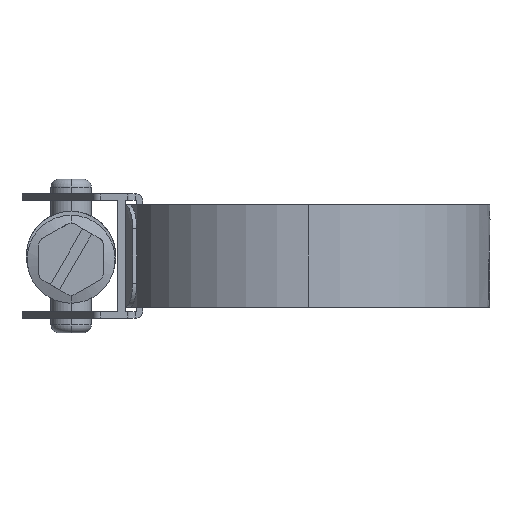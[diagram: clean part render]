
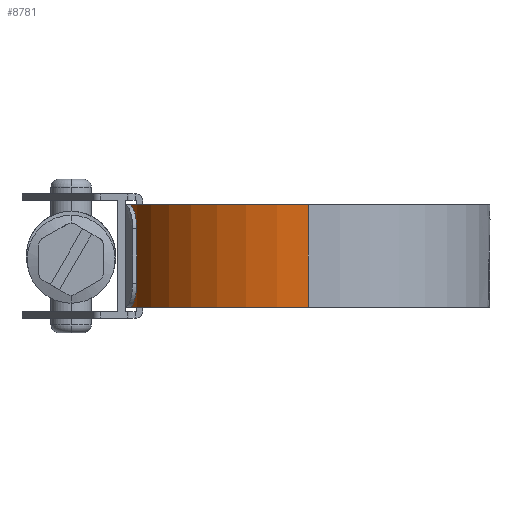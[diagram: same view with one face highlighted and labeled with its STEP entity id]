
A CAD part, left-side view. The second image highlights one B-rep face of the part: STEP entity #8781.
In plain terms, the highlighted cylindrical face has radius 22.53 mm (diameter 45.06 mm), a partial arc.
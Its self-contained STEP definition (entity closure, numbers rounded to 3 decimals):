
#125 = EDGE_CURVE ( 'NONE', #9548, #6395, #13441, .T. ) ;
#461 = CIRCLE ( 'NONE', #12922, 22.53 ) ;
#1376 = ORIENTED_EDGE ( 'NONE', *, *, #6372, .T. ) ;
#1505 = EDGE_LOOP ( 'NONE', ( #4164, #6914, #1826, #1376 ) ) ;
#1649 = CARTESIAN_POINT ( 'NONE',  ( -22.53, 0., -6.35 ) ) ;
#1826 = ORIENTED_EDGE ( 'NONE', *, *, #125, .T. ) ;
#2445 = DIRECTION ( 'NONE',  ( -1., 0., 0. ) ) ;
#2933 = DIRECTION ( 'NONE',  ( 0., 0., -1. ) ) ;
#3502 = CIRCLE ( 'NONE', #7011, 22.53 ) ;
#3720 = EDGE_CURVE ( 'NONE', #9548, #9033, #461, .T. ) ;
#3795 = CARTESIAN_POINT ( 'NONE',  ( 0., 0., 6.35 ) ) ;
#4164 = ORIENTED_EDGE ( 'NONE', *, *, #10484, .F. ) ;
#4443 = DIRECTION ( 'NONE',  ( 0., 0., -1. ) ) ;
#5009 = DIRECTION ( 'NONE',  ( 1., 0., 0. ) ) ;
#5088 = CYLINDRICAL_SURFACE ( 'NONE', #9447, 22.53 ) ;
#6290 = CARTESIAN_POINT ( 'NONE',  ( -22.53, 0., 6.35 ) ) ;
#6372 = EDGE_CURVE ( 'NONE', #6395, #6602, #3502, .T. ) ;
#6395 = VERTEX_POINT ( 'NONE', #10642 ) ;
#6602 = VERTEX_POINT ( 'NONE', #1649 ) ;
#6914 = ORIENTED_EDGE ( 'NONE', *, *, #3720, .F. ) ;
#7011 = AXIS2_PLACEMENT_3D ( 'NONE', #10577, #7296, #5009 ) ;
#7213 = VECTOR ( 'NONE', #2933, 1000. ) ;
#7296 = DIRECTION ( 'NONE',  ( 0., 0., 1. ) ) ;
#8127 = VECTOR ( 'NONE', #11013, 1000. ) ;
#8248 = CARTESIAN_POINT ( 'NONE',  ( 0., 22.53, 6.35 ) ) ;
#8745 = CARTESIAN_POINT ( 'NONE',  ( -22.53, 0., 6.35 ) ) ;
#8781 = ADVANCED_FACE ( 'NONE', ( #10303 ), #5088, .T. ) ;
#9033 = VERTEX_POINT ( 'NONE', #6290 ) ;
#9280 = CARTESIAN_POINT ( 'NONE',  ( 0., 0., 6.35 ) ) ;
#9447 = AXIS2_PLACEMENT_3D ( 'NONE', #9280, #4443, #2445 ) ;
#9548 = VERTEX_POINT ( 'NONE', #8248 ) ;
#10303 = FACE_OUTER_BOUND ( 'NONE', #1505, .T. ) ;
#10484 = EDGE_CURVE ( 'NONE', #9033, #6602, #10807, .T. ) ;
#10577 = CARTESIAN_POINT ( 'NONE',  ( 0., 0., -6.35 ) ) ;
#10642 = CARTESIAN_POINT ( 'NONE',  ( 0., 22.53, -6.35 ) ) ;
#10807 = LINE ( 'NONE', #8745, #8127 ) ;
#11013 = DIRECTION ( 'NONE',  ( 0., 0., -1. ) ) ;
#11238 = CARTESIAN_POINT ( 'NONE',  ( 0., 22.53, 6.35 ) ) ;
#11969 = DIRECTION ( 'NONE',  ( 1., 0., 0. ) ) ;
#12922 = AXIS2_PLACEMENT_3D ( 'NONE', #3795, #12928, #11969 ) ;
#12928 = DIRECTION ( 'NONE',  ( 0., 0., 1. ) ) ;
#13441 = LINE ( 'NONE', #11238, #7213 ) ;
